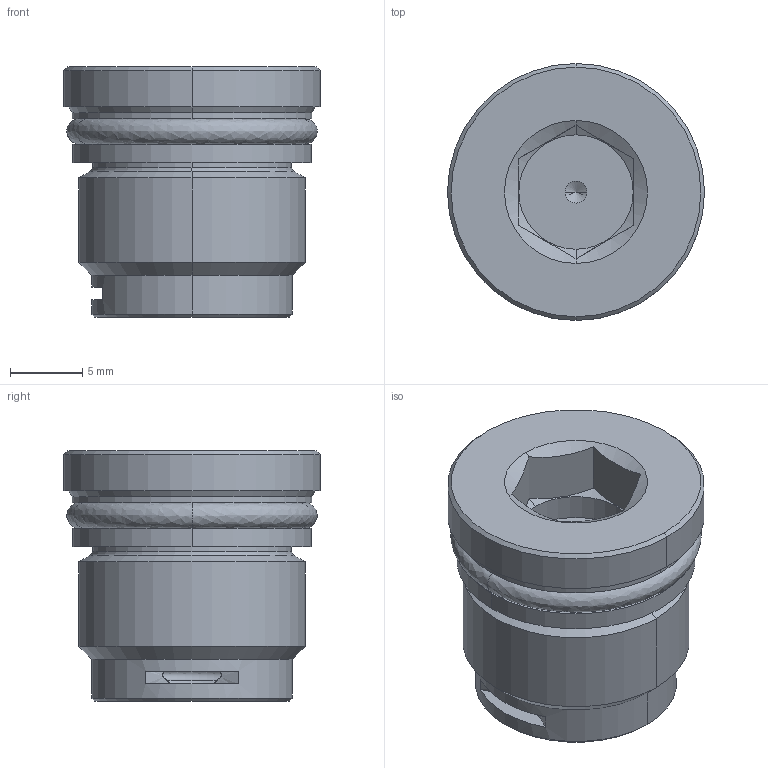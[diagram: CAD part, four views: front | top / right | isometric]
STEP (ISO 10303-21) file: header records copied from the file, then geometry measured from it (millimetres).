
FILE_DESCRIPTION((''),'2;1');
FILE_NAME('XZOC-XXN_SW0001','2015-11-09T',('alaing'),('Sun Hydraulics Corp.'),'PRO/ENGINEER BY PARAMETRIC TECHNOLOGY CORPORATION, 2010160','PRO/ENGINEER BY PARAMETRIC TECHNOLOGY CORPORATION, 2010160','');
FILE_SCHEMA(('AUTOMOTIVE_DESIGN { 1 0 10303 214 1 1 1 1 }'));
Length unit declared in the file: inch
Products named in the file (1): XZOC-XXN_SW0001
Bounding box: 17.81 x 17.81 x 17.32 mm (x, y, z)
Volume: 2124.3 mm3; surface area: 2345.5 mm2
Topology: 2 solids, 2 shells, 80 faces, 185 edges, 112 vertices
Faces by surface type: cylinder 26, cone 23, plane 18, torus 9, revolution 4
Entity records: 3005 total; most frequent: CARTESIAN_POINT 759, DIRECTION 402, ORIENTED_EDGE 362, COLOUR_RGB 278, EDGE_CURVE 181, AXIS2_PLACEMENT_3D 172, VERTEX_POINT 112, CIRCLE 95
